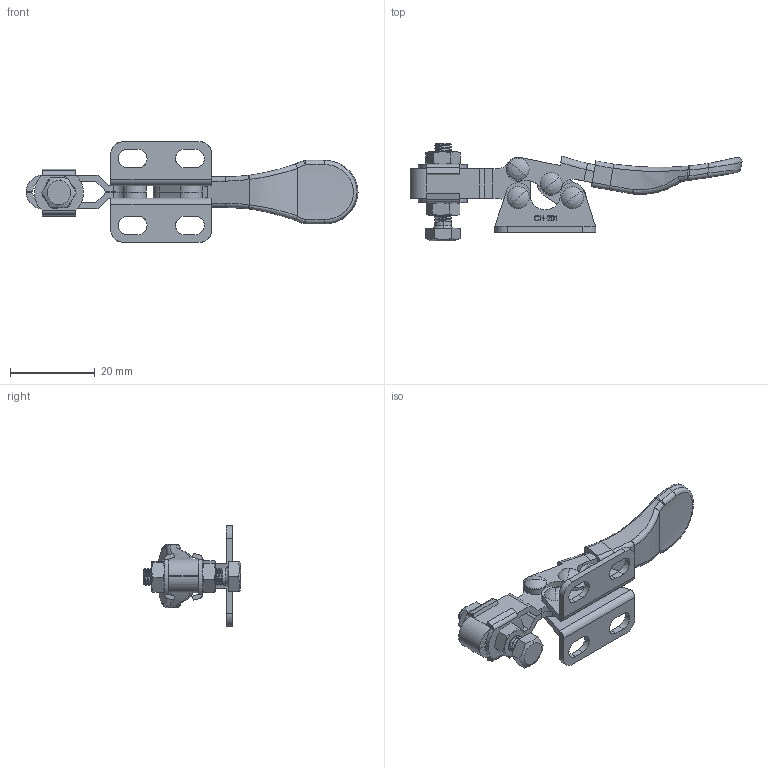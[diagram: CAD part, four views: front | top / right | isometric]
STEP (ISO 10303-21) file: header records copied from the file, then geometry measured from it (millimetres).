
FILE_DESCRIPTION (( 'STEP AP203' ), '1' );
FILE_NAME ('CH-201.STEP', '2017-11-14T02:33:16', ( 'Windows' ), ( 'Microsoft' ), 'SwSTEP 2.0', 'SolidWorks 2015', '' );
FILE_SCHEMA (( 'CONFIG_CONTROL_DESIGN' ));
Length unit declared in the file: millimetre
Products named in the file (11): CH-201-03 HANDLE; CH-201; CH-201-01 FLANGED BASE; CH-201-02 U-BAR; CH-201-A-06; CH-201-A-04; M4 Nut; CH-201-A-03; CH-SA-042007 SPINDLE SUPPLIED; CH-201-A-05; CH-FW-080
Assembly tree (16 placements, depth 3):
  CH-201
    CH-201-01 FLANGED BASE
    CH-201-02 U-BAR
    CH-201-A-04  x2
    CH-201-03 HANDLE
      CH-201-A-03
      CH-201-A-05
    CH-201-A-06  x4
    M4 Nut  x2
    CH-SA-042007 SPINDLE SUPPLIED
    CH-FW-080  x2
Bounding box: 78.3 x 23 x 23.8 mm (x, y, z)
Volume: 4602.3 mm3; surface area: 8681.2 mm2
Topology: 17 solids, 17 shells, 746 faces, 1974 edges, 1275 vertices
Faces by surface type: plane 267, cylinder 222, bspline 176, torus 44, cone 31, sphere 6
Entity records: 31557 total; most frequent: CARTESIAN_POINT 15511, ORIENTED_EDGE 3466, DIRECTION 2430, EDGE_CURVE 1733, VERTEX_POINT 1137, VECTOR 888, LINE 888, AXIS2_PLACEMENT_3D 771
